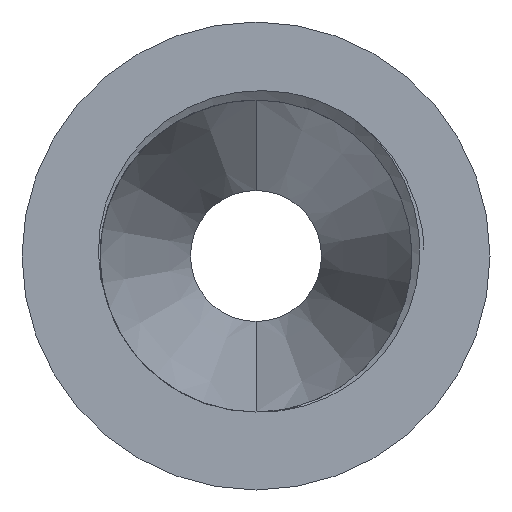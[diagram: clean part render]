
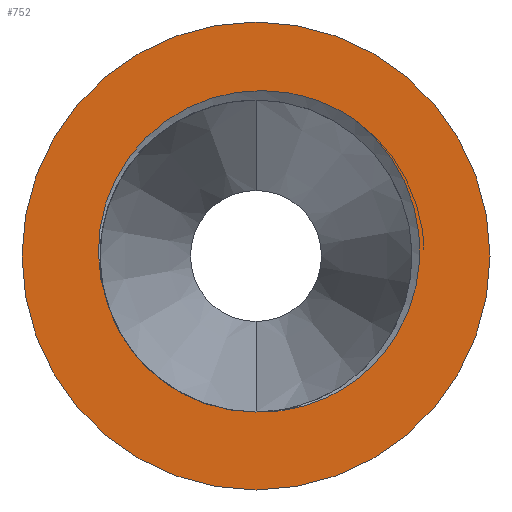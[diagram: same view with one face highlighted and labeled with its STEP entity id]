
A CAD part, front view. The second image highlights one B-rep face of the part: STEP entity #752.
In plain terms, the highlighted planar face has unit normal (0, -1, 0).
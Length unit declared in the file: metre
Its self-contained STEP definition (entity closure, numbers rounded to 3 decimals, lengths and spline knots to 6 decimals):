
#21 = VERTEX_POINT ( 'NONE', #922 ) ;
#45 = CARTESIAN_POINT ( 'NONE',  ( 0., 0., 0.0075 ) ) ;
#69 = ORIENTED_EDGE ( 'NONE', *, *, #354, .T. ) ;
#71 = CARTESIAN_POINT ( 'NONE',  ( 0.003579, 0., 0.004031 ) ) ;
#84 = CARTESIAN_POINT ( 'NONE',  ( 0.005152, 0., 0.001214 ) ) ;
#96 = DIRECTION ( 'NONE',  ( 0., -1., 0. ) ) ;
#107 = CARTESIAN_POINT ( 'NONE',  ( 0.002859, 0., -0.004226 ) ) ;
#128 = CARTESIAN_POINT ( 'NONE',  ( -0.001004, 0., 0.005181 ) ) ;
#180 = CARTESIAN_POINT ( 'NONE',  ( -0.004262, 0., 0.002895 ) ) ;
#220 = DIRECTION ( 'NONE',  ( 0., 0., -1. ) ) ;
#245 = AXIS2_PLACEMENT_3D ( 'NONE', #693, #1057, #1385 ) ;
#255 = CARTESIAN_POINT ( 'NONE',  ( 0.000275, 0., -0.005008 ) ) ;
#287 = CARTESIAN_POINT ( 'NONE',  ( 0., 0., -0.005 ) ) ;
#303 = CARTESIAN_POINT ( 'NONE',  ( -0.002517, 0., 0.004581 ) ) ;
#327 = CARTESIAN_POINT ( 'NONE',  ( 0.00116, 0., 0.005235 ) ) ;
#351 = CARTESIAN_POINT ( 'NONE',  ( -0.004752, 0., -0.001554 ) ) ;
#354 = EDGE_CURVE ( 'NONE', #1471, #1113, #1062, .T. ) ;
#356 = AXIS2_PLACEMENT_3D ( 'NONE', #1880, #627, #495 ) ;
#420 = AXIS2_PLACEMENT_3D ( 'NONE', #584, #1748, #220 ) ;
#427 = CARTESIAN_POINT ( 'NONE',  ( 0.005091, 0., 0.001478 ) ) ;
#438 = CARTESIAN_POINT ( 'NONE',  ( 0.004818, 0., -0.002 ) ) ;
#450 = CARTESIAN_POINT ( 'NONE',  ( 0.005141, 0., -0.000952 ) ) ;
#460 = CARTESIAN_POINT ( 'NONE',  ( 0.002623, 0., -0.004367 ) ) ;
#469 = CARTESIAN_POINT ( 'NONE',  ( 0.005076, 0., -0.001219 ) ) ;
#486 = CARTESIAN_POINT ( 'NONE',  ( -0.00047, 0., 0.005272 ) ) ;
#495 = DIRECTION ( 'NONE',  ( 0., 0., -1. ) ) ;
#524 = CARTESIAN_POINT ( 'NONE',  ( -0.004846, 0., -0.001296 ) ) ;
#584 = CARTESIAN_POINT ( 'NONE',  ( 0., 0., 0. ) ) ;
#616 = CARTESIAN_POINT ( 'NONE',  ( 0.001882, 0., -0.004705 ) ) ;
#626 = CARTESIAN_POINT ( 'NONE',  ( 0.004826, 0., 0.002255 ) ) ;
#627 = DIRECTION ( 'NONE',  ( 0., -1., 0. ) ) ;
#637 = CARTESIAN_POINT ( 'NONE',  ( 0.001359, 0., -0.004864 ) ) ;
#663 = FACE_BOUND ( 'NONE', #1804, .T. ) ;
#666 = CARTESIAN_POINT ( 'NONE',  ( -0.002747, 0., 0.004437 ) ) ;
#692 = CARTESIAN_POINT ( 'NONE',  ( -0.004965, 0., 0.001131 ) ) ;
#693 = CARTESIAN_POINT ( 'NONE',  ( 0., 0., 0. ) ) ;
#703 = CARTESIAN_POINT ( 'NONE',  ( -0.003392, 0., 0.003932 ) ) ;
#752 = ADVANCED_FACE ( 'NONE', ( #1583, #663 ), #1180, .T. ) ;
#764 = CARTESIAN_POINT ( 'NONE',  ( 0.001089, 0., -0.004922 ) ) ;
#788 = CARTESIAN_POINT ( 'NONE',  ( 0.00353, 0., -0.00375 ) ) ;
#797 = EDGE_CURVE ( 'NONE', #21, #1769, #2126, .T. ) ;
#922 = CARTESIAN_POINT ( 'NONE',  ( 0., 0., -0.0075 ) ) ;
#964 = CARTESIAN_POINT ( 'NONE',  ( 0.004929, 0., 0.001998 ) ) ;
#978 = CARTESIAN_POINT ( 'NONE',  ( 0.004447, 0., 0.002978 ) ) ;
#1011 = CIRCLE ( 'NONE', #420, 0.005 ) ;
#1019 = CARTESIAN_POINT ( 'NONE',  ( -0.004645, 0., 0.002171 ) ) ;
#1031 = CARTESIAN_POINT ( 'NONE',  ( -0.001267, 0., 0.005115 ) ) ;
#1056 = CARTESIAN_POINT ( 'NONE',  ( -0.005057, 0., 0.000321 ) ) ;
#1057 = DIRECTION ( 'NONE',  ( 0., -1., 0. ) ) ;
#1062 = B_SPLINE_CURVE_WITH_KNOTS ( 'NONE', 3,
 ( #351, #524, #2296, #1587, #1934, #1056, #1547, #692, #2075, #1762, #1019, #1409, #180, #1599, #2307, #703, #1883, #666, #303, #2258, #1711, #1031, #128, #486, #1212, #1909, #327, #1737, #1287, #1441 ),
 .UNSPECIFIED., .F., .F.,
 ( 4, 2, 2, 2, 2, 2, 2, 2, 2, 2, 2, 2, 2, 2, 4 ),
 ( 0., 0.000819, 0.001639, 0.002458, 0.003277, 0.004096, 0.004916, 0.005735, 0.006554, 0.007374, 0.008193, 0.009012, 0.009831, 0.01147, 0.013109 ),
 .UNSPECIFIED. ) ;
#1113 = VERTEX_POINT ( 'NONE', #2112 ) ;
#1180 = PLANE ( 'NONE',  #356 ) ;
#1212 = CARTESIAN_POINT ( 'NONE',  ( -0.000198, 0., 0.005298 ) ) ;
#1253 = EDGE_CURVE ( 'NONE', #1471, #2006, #1011, .T. ) ;
#1287 = CARTESIAN_POINT ( 'NONE',  ( 0.002702, 0., 0.004689 ) ) ;
#1308 = CARTESIAN_POINT ( 'NONE',  ( 0.004569, 0., -0.002482 ) ) ;
#1328 = ORIENTED_EDGE ( 'NONE', *, *, #797, .T. ) ;
#1330 = CARTESIAN_POINT ( 'NONE',  ( 0.000548, 0., -0.004994 ) ) ;
#1340 = CARTESIAN_POINT ( 'NONE',  ( 0.004135, 0., 0.003423 ) ) ;
#1352 = CARTESIAN_POINT ( 'NONE',  ( 0.005228, 0., -0.000416 ) ) ;
#1385 = DIRECTION ( 'NONE',  ( 0., 0., -1. ) ) ;
#1409 = CARTESIAN_POINT ( 'NONE',  ( -0.004404, 0., 0.002658 ) ) ;
#1441 = CARTESIAN_POINT ( 'NONE',  ( 0.003157, 0., 0.004381 ) ) ;
#1457 = EDGE_CURVE ( 'NONE', #1769, #21, #1498, .T. ) ;
#1471 = VERTEX_POINT ( 'NONE', #1664 ) ;
#1474 = EDGE_CURVE ( 'NONE', #1113, #2006, #2272, .T. ) ;
#1485 = CARTESIAN_POINT ( 'NONE',  ( 0.004585, 0., 0.002744 ) ) ;
#1496 = CARTESIAN_POINT ( 'NONE',  ( 0.002135, 0., -0.004606 ) ) ;
#1498 = CIRCLE ( 'NONE', #2163, 0.0075 ) ;
#1518 = DIRECTION ( 'NONE',  ( 0., 0., -1. ) ) ;
#1547 = CARTESIAN_POINT ( 'NONE',  ( -0.005041, 0., 0.000592 ) ) ;
#1583 = FACE_OUTER_BOUND ( 'NONE', #2147, .T. ) ;
#1587 = CARTESIAN_POINT ( 'NONE',  ( -0.005018, 0., -0.000495 ) ) ;
#1599 = CARTESIAN_POINT ( 'NONE',  ( -0.003947, 0., 0.003338 ) ) ;
#1655 = CARTESIAN_POINT ( 'NONE',  ( 0., 0., -0.005 ) ) ;
#1664 = CARTESIAN_POINT ( 'NONE',  ( -0.004752, 0., -0.001554 ) ) ;
#1693 = CARTESIAN_POINT ( 'NONE',  ( 0.003916, 0., -0.003368 ) ) ;
#1711 = CARTESIAN_POINT ( 'NONE',  ( -0.001783, 0., 0.00494 ) ) ;
#1737 = CARTESIAN_POINT ( 'NONE',  ( 0.00221, 0., 0.004922 ) ) ;
#1748 = DIRECTION ( 'NONE',  ( 0., -1., 0. ) ) ;
#1762 = CARTESIAN_POINT ( 'NONE',  ( -0.004745, 0., 0.001919 ) ) ;
#1769 = VERTEX_POINT ( 'NONE', #45 ) ;
#1804 = EDGE_LOOP ( 'NONE', ( #1900, #69, #2161 ) ) ;
#1855 = CARTESIAN_POINT ( 'NONE',  ( 0.003157, 0., 0.004381 ) ) ;
#1866 = CARTESIAN_POINT ( 'NONE',  ( 0., 0., 0. ) ) ;
#1880 = CARTESIAN_POINT ( 'NONE',  ( 0.005, 0., 0. ) ) ;
#1883 = CARTESIAN_POINT ( 'NONE',  ( -0.003184, 0., 0.004113 ) ) ;
#1900 = ORIENTED_EDGE ( 'NONE', *, *, #1253, .F. ) ;
#1909 = CARTESIAN_POINT ( 'NONE',  ( 0.000623, 0., 0.005309 ) ) ;
#1934 = CARTESIAN_POINT ( 'NONE',  ( -0.005046, 0., -0.000221 ) ) ;
#2006 = VERTEX_POINT ( 'NONE', #1655 ) ;
#2024 = CARTESIAN_POINT ( 'NONE',  ( 0.003375, 0., 0.004214 ) ) ;
#2047 = CARTESIAN_POINT ( 'NONE',  ( 0.005253, 0., 0.000401 ) ) ;
#2075 = CARTESIAN_POINT ( 'NONE',  ( -0.004905, 0., 0.0014 ) ) ;
#2112 = CARTESIAN_POINT ( 'NONE',  ( 0.003157, 0., 0.004381 ) ) ;
#2126 = CIRCLE ( 'NONE', #245, 0.0075 ) ;
#2147 = EDGE_LOOP ( 'NONE', ( #1328, #2189 ) ) ;
#2161 = ORIENTED_EDGE ( 'NONE', *, *, #1474, .T. ) ;
#2163 = AXIS2_PLACEMENT_3D ( 'NONE', #1866, #96, #1518 ) ;
#2189 = ORIENTED_EDGE ( 'NONE', *, *, #1457, .T. ) ;
#2193 = CARTESIAN_POINT ( 'NONE',  ( 0.005233, 0., 0.000676 ) ) ;
#2216 = CARTESIAN_POINT ( 'NONE',  ( 0.005251, 0., -0.000146 ) ) ;
#2226 = CARTESIAN_POINT ( 'NONE',  ( 0.00396, 0., 0.003636 ) ) ;
#2258 = CARTESIAN_POINT ( 'NONE',  ( -0.002037, 0., 0.004832 ) ) ;
#2272 = B_SPLINE_CURVE_WITH_KNOTS ( 'NONE', 3,
 ( #1855, #2024, #71, #2226, #1340, #978, #1485, #626, #964, #427, #84, #2193, #2047, #2216, #1352, #450, #469, #438, #1308, #1693, #788, #107, #460, #1496, #616, #637, #764, #1330, #255, #287 ),
 .UNSPECIFIED., .F., .F.,
 ( 4, 2, 2, 2, 2, 2, 2, 2, 2, 2, 2, 2, 2, 2, 4 ),
 ( 0., 0.000822, 0.001643, 0.002465, 0.003286, 0.004108, 0.00493, 0.005751, 0.006573, 0.008216, 0.009859, 0.010681, 0.011502, 0.012324, 0.013146 ),
 .UNSPECIFIED. ) ;
#2296 = CARTESIAN_POINT ( 'NONE',  ( -0.004918, 0., -0.001033 ) ) ;
#2307 = CARTESIAN_POINT ( 'NONE',  ( -0.003773, 0., 0.003545 ) ) ;
